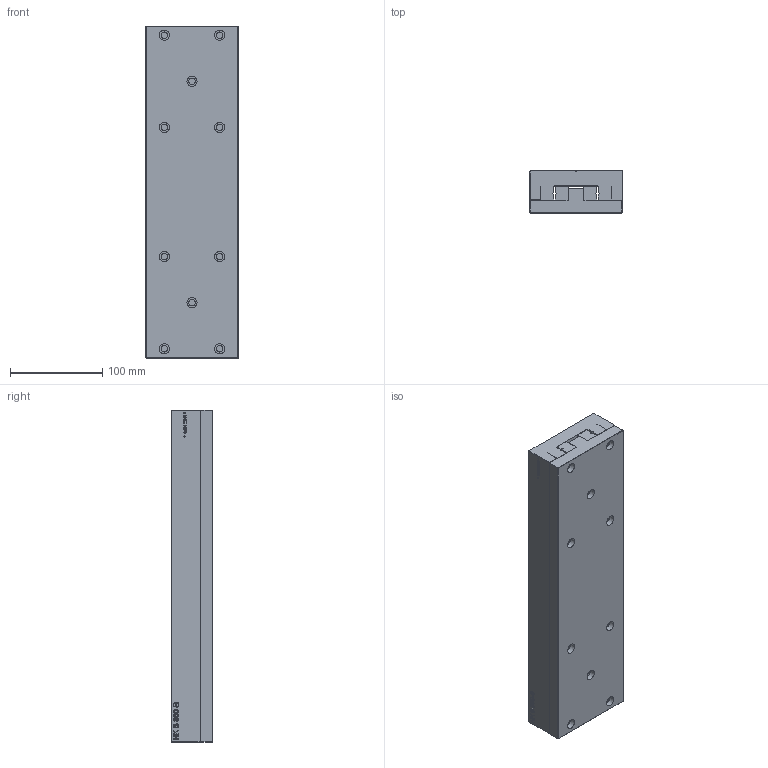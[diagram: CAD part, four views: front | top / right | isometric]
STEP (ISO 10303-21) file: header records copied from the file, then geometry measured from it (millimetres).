
FILE_DESCRIPTION(('FreeCAD Model'),'2;1');
FILE_NAME('NK 6-360-B.step', '2020-06-23T15:44:41',('Author'),(''), 'Open CASCADE STEP processor 6.8','FreeCAD','Unknown');
FILE_SCHEMA(('AUTOMOTIVE_DESIGN_CC2 { 1 2 10303 214 -1 1 5 4 }'));
Length unit declared in the file: millimetre
Products named in the file (3): ASSEMBLY; UT; OT
Assembly tree (2 placements, depth 2):
  ASSEMBLY
    UT
    OT
Bounding box: 100 x 45 x 360 mm (x, y, z)
Volume: 1561547.9 mm3; surface area: 276172.4 mm2
Topology: 4 solids, 4 shells, 799 faces, 2183 edges, 1436 vertices
Faces by surface type: extrusion 456, plane 298, cylinder 32, cone 12, bspline 1
Full cylindrical faces by diameter (mm): 6 x12, 7 x10, 11 x10
Entity records: 54668 total; most frequent: CARTESIAN_POINT 13883, DIRECTION 5940, VECTOR 4966, LINE 4510, ORIENTED_EDGE 4366, PCURVE 4366, DEFINITIONAL_REPRESENTATION 4366, B_SPLINE_CURVE_WITH_KNOTS 2307
